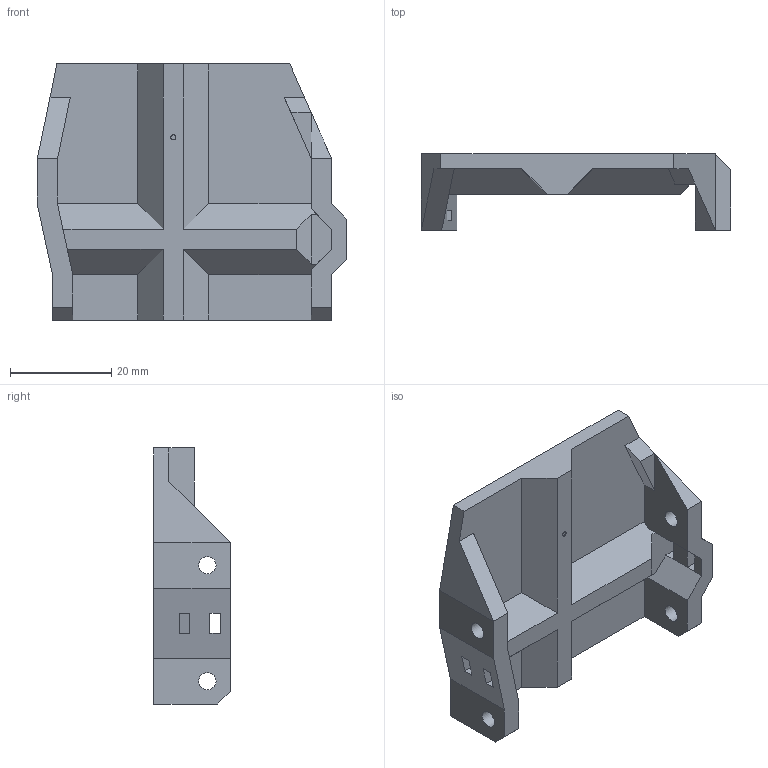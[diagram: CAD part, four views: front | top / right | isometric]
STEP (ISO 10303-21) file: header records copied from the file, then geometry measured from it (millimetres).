
FILE_DESCRIPTION(/* description */ (''),/* implementation_level */ '2;1');
FILE_NAME(/* name */ 'mounting plate base hose right v5.step',/* time_stamp */ '2025-05-03T23:15:15+02:00',/* author */ (''),/* organization */ (''),/* preprocessor_version */ 'ST-DEVELOPER v20.1',/* originating_system */ 'Autodesk Translation Framework v14.4.0.0',/* authorisation */ '');
FILE_SCHEMA (('AUTOMOTIVE_DESIGN { 1 0 10303 214 3 1 1 }'));
Length unit declared in the file: millimetre
Products named in the file (1): Pellet printhead V2 (GB parts) pellet hose right
Bounding box: 61.1 x 15.1 x 50.58 mm (x, y, z)
Volume: 15789.4 mm3; surface area: 8824.7 mm2
Topology: 1 solids, 1 shells, 72 faces, 201 edges, 131 vertices
Faces by surface type: plane 67, cylinder 5
Full cylindrical faces by diameter (mm): 1 x1, 3.4 x4
Entity records: 2331 total; most frequent: CARTESIAN_POINT 405, ORIENTED_EDGE 402, DIRECTION 357, EDGE_CURVE 201, LINE 191, VECTOR 191, VERTEX_POINT 131, EDGE_LOOP 86
